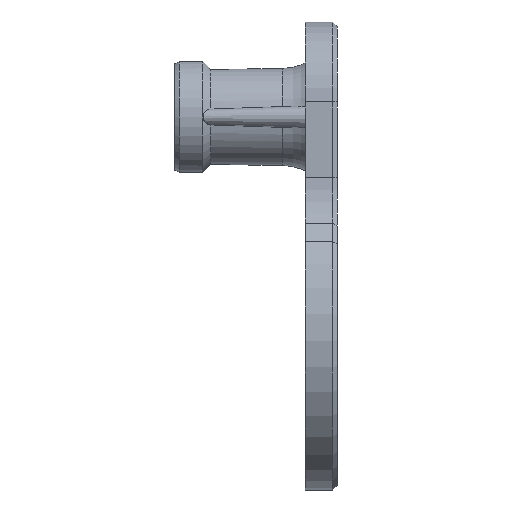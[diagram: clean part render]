
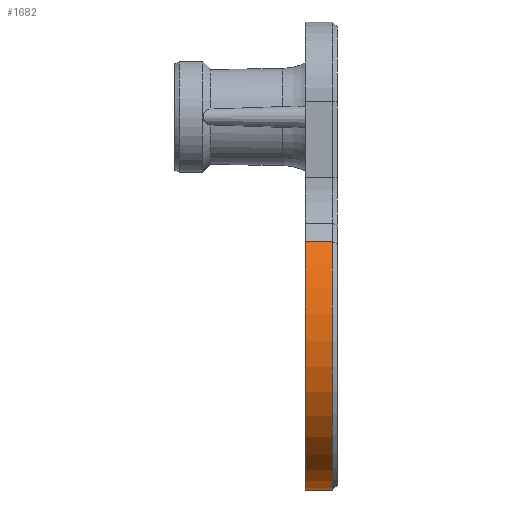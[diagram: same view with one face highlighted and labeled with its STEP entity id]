
A CAD part, left-side view. The second image highlights one B-rep face of the part: STEP entity #1682.
In plain terms, the highlighted cylindrical face has radius 9.755 mm (diameter 19.511 mm), a partial arc.
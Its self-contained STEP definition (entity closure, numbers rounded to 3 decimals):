
#63 = CYLINDRICAL_SURFACE ( 'NONE', #1454, 9.755 ) ;
#145 = EDGE_LOOP ( 'NONE', ( #879, #668, #513, #1932 ) ) ;
#238 = CIRCLE ( 'NONE', #3086, 9.755 ) ;
#266 = DIRECTION ( 'NONE',  ( 0., 0., -1. ) ) ;
#303 = CARTESIAN_POINT ( 'NONE',  ( -27.281, 1.5, 106.755 ) ) ;
#315 = CARTESIAN_POINT ( 'NONE',  ( -19.433, 1.5, 100.96 ) ) ;
#407 = EDGE_CURVE ( 'NONE', #584, #777, #3467, .T. ) ;
#454 = CARTESIAN_POINT ( 'NONE',  ( -27.281, -0.2, 106.755 ) ) ;
#513 = ORIENTED_EDGE ( 'NONE', *, *, #2719, .T. ) ;
#584 = VERTEX_POINT ( 'NONE', #3119 ) ;
#668 = ORIENTED_EDGE ( 'NONE', *, *, #407, .T. ) ;
#777 = VERTEX_POINT ( 'NONE', #1033 ) ;
#839 = CARTESIAN_POINT ( 'NONE',  ( -19.433, 1.5, 100.96 ) ) ;
#879 = ORIENTED_EDGE ( 'NONE', *, *, #3163, .T. ) ;
#1029 = FACE_OUTER_BOUND ( 'NONE', #145, .T. ) ;
#1033 = CARTESIAN_POINT ( 'NONE',  ( -19.433, -0.2, 91.205 ) ) ;
#1131 = DIRECTION ( 'NONE',  ( 0., -1., 0. ) ) ;
#1357 = DIRECTION ( 'NONE',  ( 0., -1., 0. ) ) ;
#1454 = AXIS2_PLACEMENT_3D ( 'NONE', #315, #1680, #3590 ) ;
#1473 = VECTOR ( 'NONE', #1357, 1000. ) ;
#1680 = DIRECTION ( 'NONE',  ( 0., -1., 0. ) ) ;
#1682 = ADVANCED_FACE ( 'NONE', ( #1029 ), #63, .T. ) ;
#1731 = DIRECTION ( 'NONE',  ( 0., 1., 0. ) ) ;
#1786 = CIRCLE ( 'NONE', #2641, 9.755 ) ;
#1932 = ORIENTED_EDGE ( 'NONE', *, *, #3556, .F. ) ;
#2021 = VERTEX_POINT ( 'NONE', #454 ) ;
#2385 = LINE ( 'NONE', #2456, #1473 ) ;
#2456 = CARTESIAN_POINT ( 'NONE',  ( -27.281, 1.5, 106.755 ) ) ;
#2546 = DIRECTION ( 'NONE',  ( 0., 0., -1. ) ) ;
#2641 = AXIS2_PLACEMENT_3D ( 'NONE', #839, #1131, #266 ) ;
#2719 = EDGE_CURVE ( 'NONE', #777, #2021, #238, .T. ) ;
#2749 = VECTOR ( 'NONE', #2804, 1000. ) ;
#2804 = DIRECTION ( 'NONE',  ( 0., -1., 0. ) ) ;
#2835 = CARTESIAN_POINT ( 'NONE',  ( -19.433, -0.2, 100.96 ) ) ;
#3086 = AXIS2_PLACEMENT_3D ( 'NONE', #2835, #1731, #2546 ) ;
#3119 = CARTESIAN_POINT ( 'NONE',  ( -19.433, 1.5, 91.205 ) ) ;
#3163 = EDGE_CURVE ( 'NONE', #3197, #584, #1786, .T. ) ;
#3197 = VERTEX_POINT ( 'NONE', #303 ) ;
#3467 = LINE ( 'NONE', #3609, #2749 ) ;
#3556 = EDGE_CURVE ( 'NONE', #3197, #2021, #2385, .T. ) ;
#3590 = DIRECTION ( 'NONE',  ( 0., 0., -1. ) ) ;
#3609 = CARTESIAN_POINT ( 'NONE',  ( -19.433, 1.5, 91.205 ) ) ;
